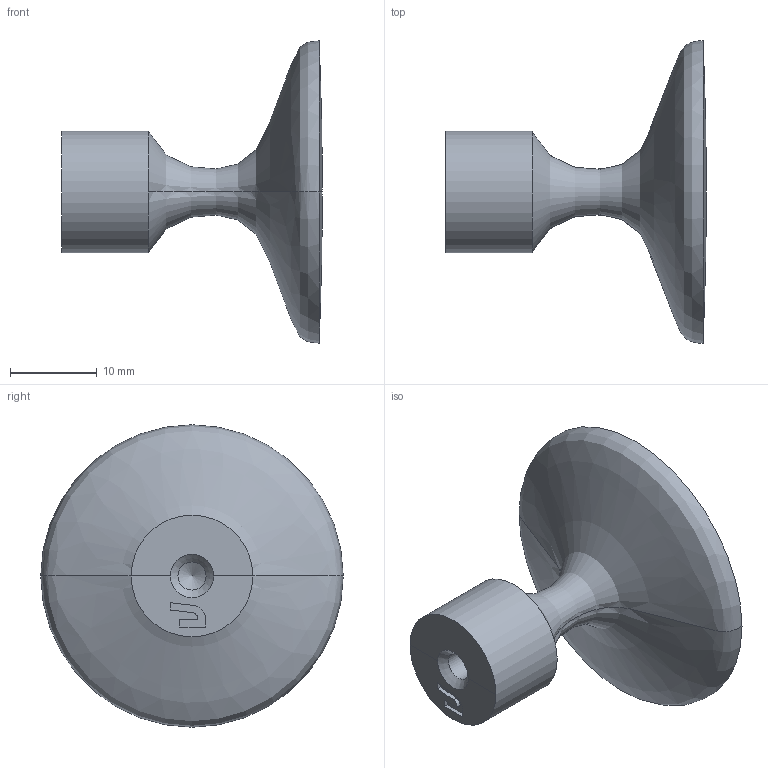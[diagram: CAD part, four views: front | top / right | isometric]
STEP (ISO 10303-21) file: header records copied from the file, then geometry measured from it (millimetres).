
FILE_DESCRIPTION(/* description */ (''),/* implementation_level */ '2;1');
FILE_NAME(/* name */ '0495_035_01.stp',/* time_stamp */ '2023-01-02T15:29:52+01:00',/* author */ ('jferrer'),/* organization */ (''),/* preprocessor_version */ 'ST-DEVELOPER v18.1',/* originating_system */ 'Autodesk Inventor 2022',/* authorisation */ '');
FILE_SCHEMA (('CONFIG_CONTROL_DESIGN'));
Length unit declared in the file: millimetre
Products named in the file (1): 0495_Knob_00
Bounding box: 30 x 34.81 x 34.81 mm (x, y, z)
Volume: 6239.2 mm3; surface area: 3137.5 mm2
Topology: 1 solids, 1 shells, 21 faces, 56 edges, 35 vertices
Faces by surface type: plane 11, cylinder 4, bspline 4, cone 2
Full cylindrical faces by diameter (mm): 3.242 x1, 14 x1
Entity records: 789 total; most frequent: CARTESIAN_POINT 246, ORIENTED_EDGE 106, DIRECTION 102, EDGE_CURVE 53, VERTEX_POINT 35, AXIS2_PLACEMENT_3D 35, LINE 32, VECTOR 32
